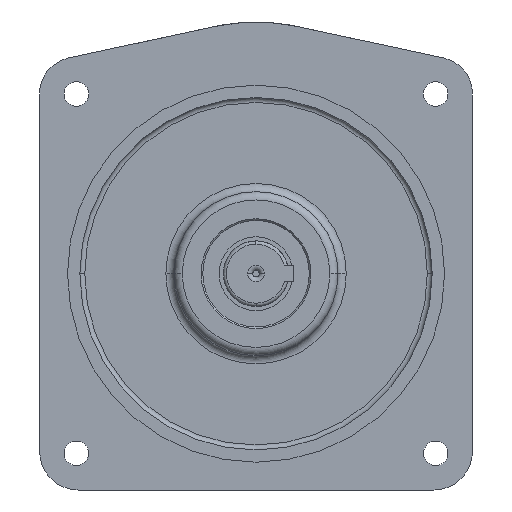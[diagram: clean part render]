
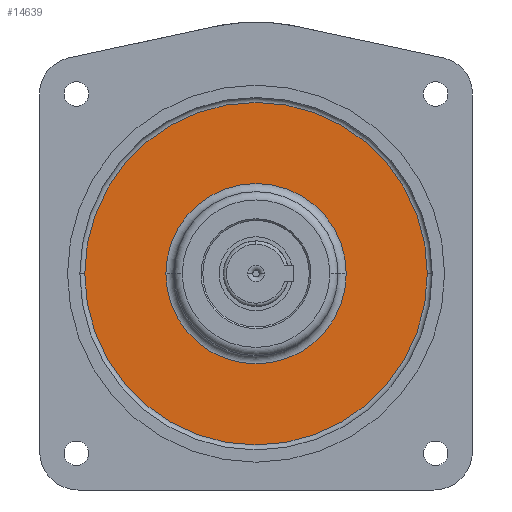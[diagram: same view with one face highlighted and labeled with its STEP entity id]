
A CAD part, left-side view. The second image highlights one B-rep face of the part: STEP entity #14639.
In plain terms, the highlighted planar face has unit normal (-1, 0, 0).
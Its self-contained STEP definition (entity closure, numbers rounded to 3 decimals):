
#172 = DIRECTION ( 'NONE',  ( 1., 0., 0. ) ) ;
#295 = EDGE_CURVE ( 'NONE', #34957, #29175, #33669, .T. ) ;
#652 = DIRECTION ( 'NONE',  ( 1., 0., 0. ) ) ;
#1791 = CARTESIAN_POINT ( 'NONE',  ( 0., -104.5, -36.04 ) ) ;
#2864 = AXIS2_PLACEMENT_3D ( 'NONE', #15348, #652, #24771 ) ;
#2876 = CARTESIAN_POINT ( 'NONE',  ( 0., 0., 0. ) ) ;
#3552 = DIRECTION ( 'NONE',  ( 0., -1., 0. ) ) ;
#5922 = VERTEX_POINT ( 'NONE', #36709 ) ;
#6344 = FACE_OUTER_BOUND ( 'NONE', #33563, .T. ) ;
#7015 = ORIENTED_EDGE ( 'NONE', *, *, #295, .F. ) ;
#7303 = CARTESIAN_POINT ( 'NONE',  ( 0., 0., -36.04 ) ) ;
#9664 = AXIS2_PLACEMENT_3D ( 'NONE', #29993, #13019, #3552 ) ;
#11512 = ORIENTED_EDGE ( 'NONE', *, *, #29474, .F. ) ;
#12171 = DIRECTION ( 'NONE',  ( -1., 0., 0. ) ) ;
#12990 = AXIS2_PLACEMENT_3D ( 'NONE', #7303, #22544, #30650 ) ;
#13019 = DIRECTION ( 'NONE',  ( -1., 0., 0. ) ) ;
#14016 = CARTESIAN_POINT ( 'NONE',  ( 0., -55., -36.04 ) ) ;
#14639 = ADVANCED_FACE ( 'NONE', ( #23918, #6344 ), #35485, .F. ) ;
#14680 = DIRECTION ( 'NONE',  ( 0., 1., 0. ) ) ;
#15348 = CARTESIAN_POINT ( 'NONE',  ( 0., 0., -36.04 ) ) ;
#15438 = DIRECTION ( 'NONE',  ( 0., 1., 0. ) ) ;
#16038 = CIRCLE ( 'NONE', #12990, 104.5 ) ;
#16910 = VERTEX_POINT ( 'NONE', #1791 ) ;
#17083 = AXIS2_PLACEMENT_3D ( 'NONE', #32574, #12171, #15438 ) ;
#17350 = CARTESIAN_POINT ( 'NONE',  ( 0., 55., -36.04 ) ) ;
#17759 = ORIENTED_EDGE ( 'NONE', *, *, #30208, .F. ) ;
#22544 = DIRECTION ( 'NONE',  ( 1., 0., 0. ) ) ;
#23918 = FACE_BOUND ( 'NONE', #24633, .T. ) ;
#24633 = EDGE_LOOP ( 'NONE', ( #7015, #11512 ) ) ;
#24771 = DIRECTION ( 'NONE',  ( 0., -1., 0. ) ) ;
#26895 = CIRCLE ( 'NONE', #9664, 55. ) ;
#28678 = AXIS2_PLACEMENT_3D ( 'NONE', #2876, #172, #14680 ) ;
#29175 = VERTEX_POINT ( 'NONE', #14016 ) ;
#29474 = EDGE_CURVE ( 'NONE', #29175, #34957, #26895, .T. ) ;
#29476 = EDGE_CURVE ( 'NONE', #16910, #5922, #36136, .T. ) ;
#29993 = CARTESIAN_POINT ( 'NONE',  ( 0., 0., -36.04 ) ) ;
#30208 = EDGE_CURVE ( 'NONE', #5922, #16910, #16038, .T. ) ;
#30573 = ORIENTED_EDGE ( 'NONE', *, *, #29476, .F. ) ;
#30650 = DIRECTION ( 'NONE',  ( 0., 1., 0. ) ) ;
#32574 = CARTESIAN_POINT ( 'NONE',  ( 0., 0., -36.04 ) ) ;
#33563 = EDGE_LOOP ( 'NONE', ( #30573, #17759 ) ) ;
#33669 = CIRCLE ( 'NONE', #17083, 55. ) ;
#34957 = VERTEX_POINT ( 'NONE', #17350 ) ;
#35485 = PLANE ( 'NONE',  #28678 ) ;
#36136 = CIRCLE ( 'NONE', #2864, 104.5 ) ;
#36709 = CARTESIAN_POINT ( 'NONE',  ( 0., 104.5, -36.04 ) ) ;
